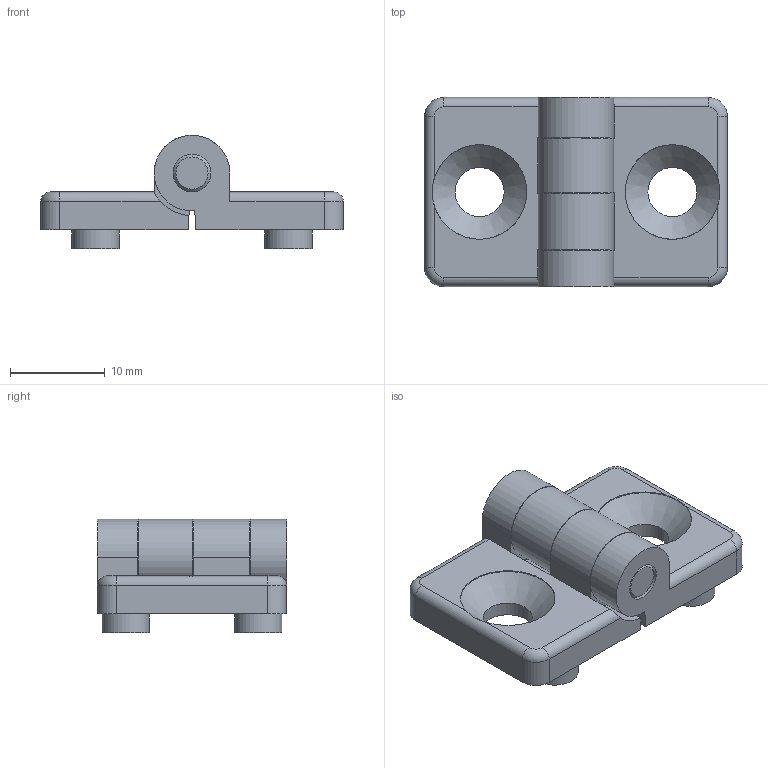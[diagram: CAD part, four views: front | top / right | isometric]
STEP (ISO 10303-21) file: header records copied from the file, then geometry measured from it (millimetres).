
FILE_DESCRIPTION(/* description */ ('STEP AP214'),/* implementation_level */ '2;1');
FILE_NAME(/* name */ '095022F05 (0)',/* time_stamp */ '2022-08-16T16:05:00+02:00',/* author */ ('License CC BY-ND 4.0'),/* organization */ ('CADENAS'),/* preprocessor_version */ 'ST-DEVELOPER v18.102',/* originating_system */ 'PARTsolutions',/* authorisation */ ' ');
FILE_SCHEMA (('AUTOMOTIVE_DESIGN {1 0 10303 214 3 1 1}'));
Length unit declared in the file: millimetre
Products named in the file (4): 095022F05 (0); 095022F05 (0)_3; 095022F05 (0)_2; 095022F05 (0)_1
Assembly tree (3 placements, depth 2):
  095022F05 (0)
    095022F05 (0)_3
    095022F05 (0)_2
    095022F05 (0)_1
Bounding box: 32 x 20 x 12 mm (x, y, z)
Volume: 3054.4 mm3; surface area: 3109.4 mm2
Topology: 3 solids, 3 shells, 75 faces, 179 edges, 116 vertices
Faces by surface type: cylinder 35, plane 32, cone 4, torus 4
Full cylindrical faces by diameter (mm): 2.25 x4, 4 x5, 5 x4, 5.2 x2, 10 x2
Entity records: 2161 total; most frequent: DIRECTION 380, CARTESIAN_POINT 357, ORIENTED_EDGE 304, AXIS2_PLACEMENT_3D 153, EDGE_CURVE 152, EDGE_LOOP 114, FACE_BOUND 114, VERTEX_POINT 110
